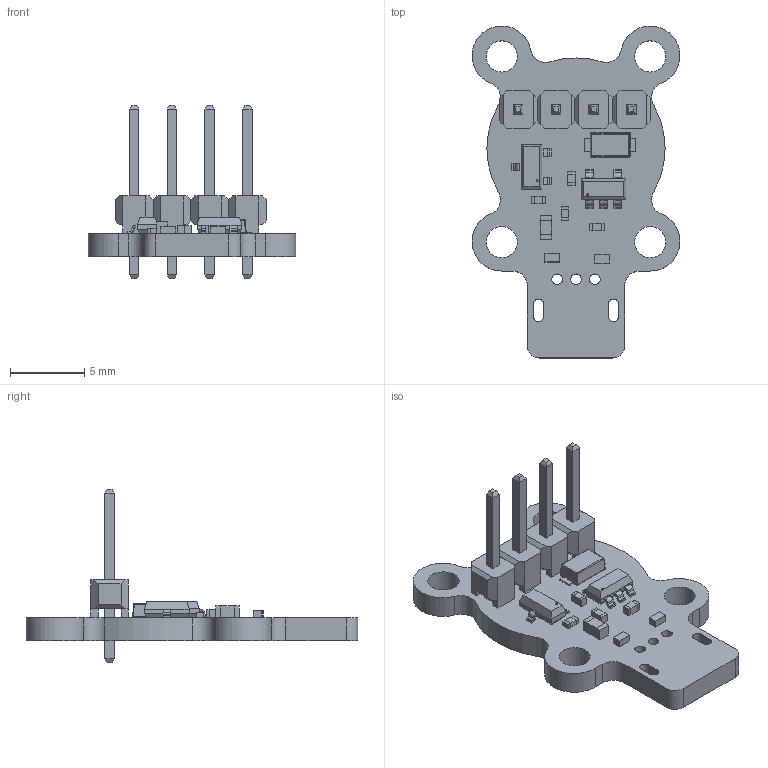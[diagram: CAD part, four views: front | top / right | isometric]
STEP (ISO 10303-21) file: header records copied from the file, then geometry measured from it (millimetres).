
FILE_DESCRIPTION(('Open CASCADE Model'),'2;1');
FILE_NAME('Open CASCADE Shape Model','2022-01-10T18:18:38',('Author'),( 'Open CASCADE'),'Open CASCADE STEP processor 6.8','Open CASCADE 6.8' ,'Unknown');
FILE_SCHEMA(('AUTOMOTIVE_DESIGN { 1 0 10303 214 1 1 1 1 }'));
Length unit declared in the file: millimetre
Products named in the file (37): PCB; Board; Open CASCADE STEP translator 6.8 1.1.1; J2; m20-9990246_asm; M20-999-MOULD; M20-999-PIN; U1; MSRC-SOT23-5; R1; 6037862336; Extruded; 6037862096; FB1; 6359169504; 6359169344; D4; MSRC-RCLAMP0521P-N_v2; D3; D2; MSRC-Nexperia_SOT23; D1; MSRC-ON_SEMI_SOD123FL; C3; 5566720576; 5566721456; C2; C1; 5566721536; 5566722096
Assembly tree (46 placements, depth 4):
  PCB
    Board
      Open CASCADE STEP translator 6.8 1.1.1
    J2
      m20-9990246_asm  x2
        M20-999-MOULD
        M20-999-PIN
    U1
      MSRC-SOT23-5
    R1
      6037862336  x2
        Extruded
      6037862096
        Extruded
    FB1
      6359169504
        Extruded
      6359169344  x2
        Extruded
    D4
      MSRC-RCLAMP0521P-N_v2
    D3
      MSRC-RCLAMP0521P-N_v2
    D2
      MSRC-Nexperia_SOT23
    D1
      MSRC-ON_SEMI_SOD123FL
    C3
      5566720576  x2
        Extruded
      5566721456
        Extruded
    C2
      5566720576  x2
        Extruded
      5566721456
        Extruded
    C1
      5566721536  x2
        Extruded
      5566722096
        Extruded
Bounding box: 14 x 22.35 x 11.68 mm (x, y, z)
Volume: 392.4 mm3; surface area: 951.9 mm2
Topology: 43 solids, 43 shells, 553 faces, 1270 edges, 804 vertices
Faces by surface type: plane 426, cylinder 103, sphere 24
Full cylindrical faces by diameter (mm): 0.15 x2, 0.152 x1, 0.71 x3, 1.1 x4, 2.1 x4
Entity records: 12750 total; most frequent: DIRECTION 1931, CARTESIAN_POINT 1896, ORIENTED_EDGE 1790, EDGE_CURVE 895, LINE 713, VECTOR 713, AXIS2_PLACEMENT_3D 609, VERTEX_POINT 574
